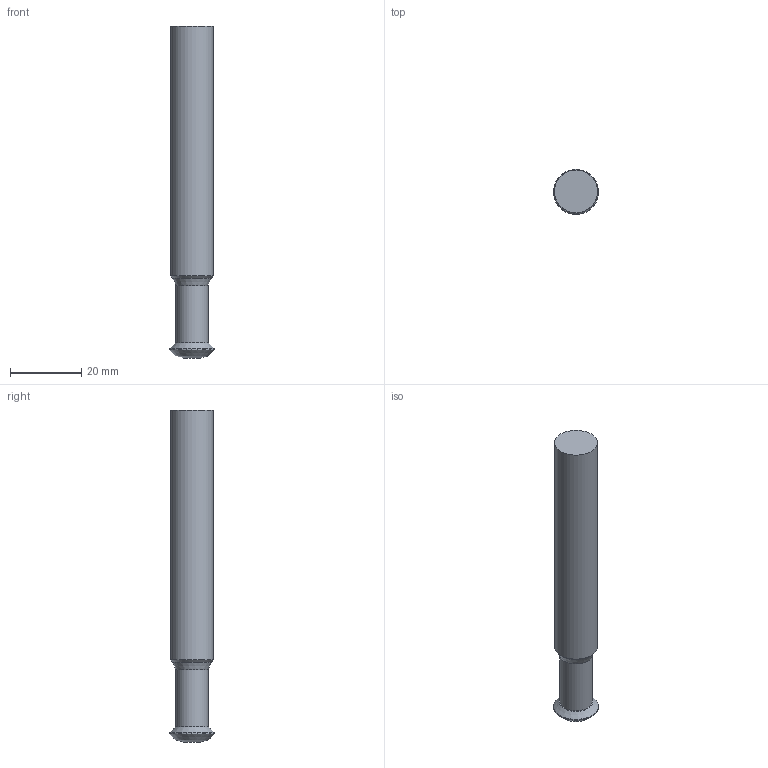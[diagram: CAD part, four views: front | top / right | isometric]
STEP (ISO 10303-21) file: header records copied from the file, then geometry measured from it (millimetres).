
FILE_DESCRIPTION((''),'1');
FILE_NAME('ST12-C1012-45B-20.stp','2024-01-10T07:29:56',(''),(''),'Spatial Interop R21 SP3','Kubotek KeyCreator 2011 V10.0.2 (22737)',' ');
FILE_SCHEMA(('automotive_design'));
Length unit declared in the file: millimetre
Products named in the file (2): 240[2]; 241[3]
Bounding box: 12.7 x 12.7 x 93 mm (x, y, z)
Volume: 9818.4 mm3; surface area: 3804.1 mm2
Topology: 2 solids, 2 shells, 17 faces, 28 edges, 15 vertices
Faces by surface type: cone 9, plane 4, cylinder 3, torus 1
Full cylindrical faces by diameter (mm): 9 x1, 10.605 x1, 12 x1
Entity records: 658 total; most frequent: DIRECTION 68, PRESENTATION_STYLE_ASSIGNMENT 53, COLOUR_RGB 53, CARTESIAN_POINT 49, STYLED_ITEM 34, AXIS2_PLACEMENT_3D 34, CURVE_STYLE 34, DRAUGHTING_PRE_DEFINED_CURVE_FONT 34
